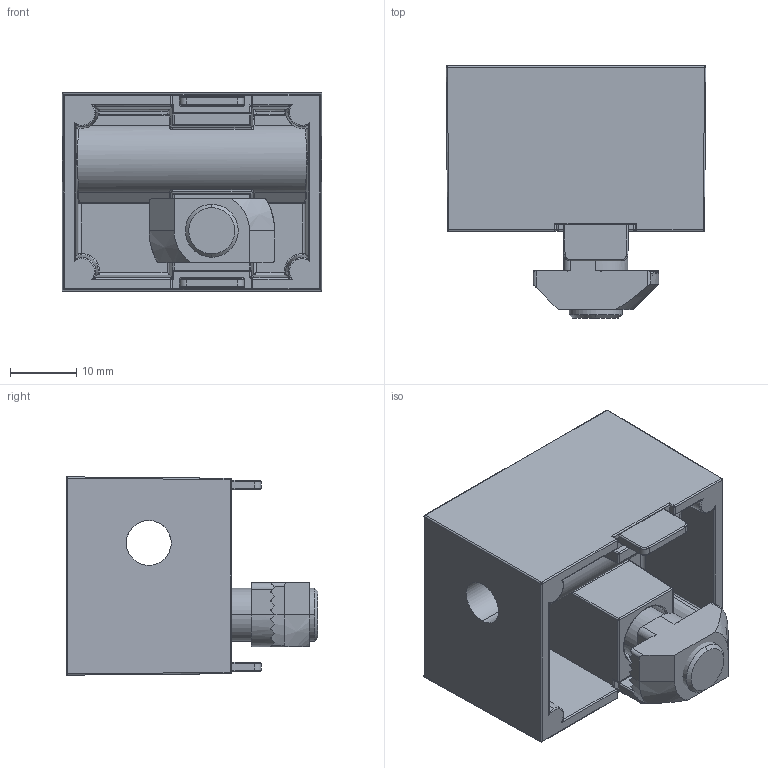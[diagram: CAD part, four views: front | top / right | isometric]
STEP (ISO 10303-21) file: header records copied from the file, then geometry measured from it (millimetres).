
FILE_DESCRIPTION (( 'STEP AP203' ), '1' );
FILE_NAME ('162927.step', '2023-01-30T14:46:55', ( '' ), ( '' ), 'SwSTEP 2.0', 'SolidWorks 2021', '' );
FILE_SCHEMA (( 'CONFIG_CONTROL_DESIGN' ));
Length unit declared in the file: inch
Products named in the file (1): 162927
Bounding box: 39.3 x 38.1 x 30 mm (x, y, z)
Volume: 20951.5 mm3; surface area: 11628.9 mm2
Topology: 2 solids, 2 shells, 341 faces, 826 edges, 476 vertices
Faces by surface type: cylinder 129, plane 96, bspline 92, cone 24
Entity records: 11941 total; most frequent: CARTESIAN_POINT 4813, ORIENTED_EDGE 1612, DIRECTION 1305, EDGE_CURVE 806, AXIS2_PLACEMENT_3D 479, VERTEX_POINT 476, EDGE_LOOP 352, LINE 347
